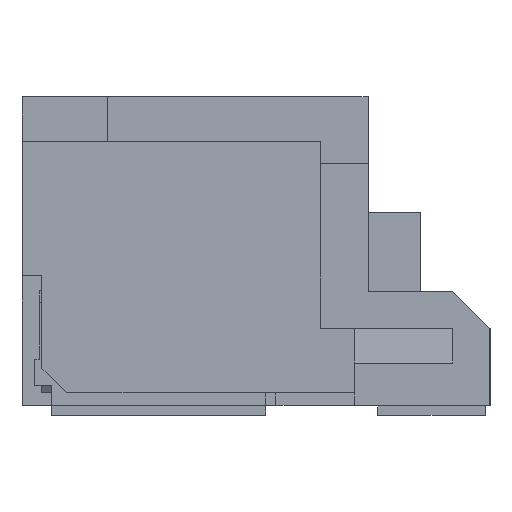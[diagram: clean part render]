
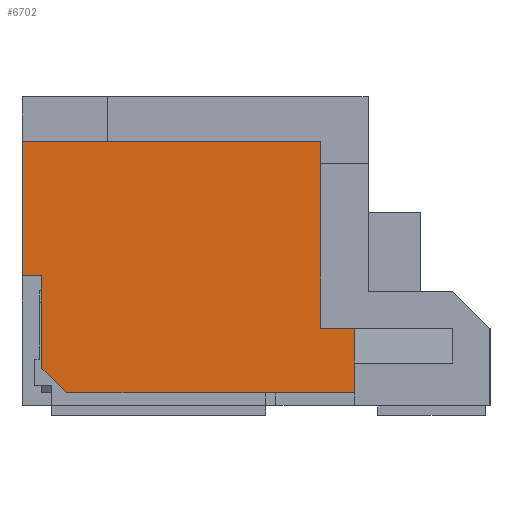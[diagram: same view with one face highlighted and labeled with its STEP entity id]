
A CAD part, left-side view. The second image highlights one B-rep face of the part: STEP entity #6702.
In plain terms, the highlighted planar face has unit normal (-1, 0, 0).
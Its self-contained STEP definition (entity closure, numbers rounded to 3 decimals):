
#261=DIRECTION('',(0.,0.,-1.));
#262=VECTOR('',#261,2.7);
#263=CARTESIAN_POINT('',(-14.,4.9,2.36));
#264=LINE('',#263,#262);
#309=DIRECTION('',(0.,-0.707,-0.707));
#310=VECTOR('',#309,0.707);
#311=CARTESIAN_POINT('',(-14.,4.5,-2.19));
#312=LINE('',#311,#310);
#313=DIRECTION('',(0.,1.,0.));
#314=VECTOR('',#313,0.4);
#315=CARTESIAN_POINT('',(-14.,4.5,-0.34));
#316=LINE('',#315,#314);
#317=DIRECTION('',(0.,-1.,0.));
#318=VECTOR('',#317,6.);
#319=CARTESIAN_POINT('',(-14.,4.9,2.36));
#320=LINE('',#319,#318);
#321=DIRECTION('',(0.,0.,-1.));
#322=VECTOR('',#321,0.7);
#323=CARTESIAN_POINT('',(-14.,-1.784,
-1.39));
#324=LINE('',#323,#322);
#329=DIRECTION('',(0.,0.,1.));
#330=VECTOR('',#329,0.6);
#331=CARTESIAN_POINT('',(-14.,-1.784,
-2.69));
#332=LINE('',#331,#330);
#341=DIRECTION('',(0.,-1.,0.));
#342=VECTOR('',#341,5.784);
#343=CARTESIAN_POINT('',(-14.,4.,-2.69));
#344=LINE('',#343,#342);
#377=DIRECTION('',(0.,0.,-1.));
#378=VECTOR('',#377,1.85);
#379=CARTESIAN_POINT('',(-14.,4.5,-0.34));
#380=LINE('',#379,#378);
#1769=DIRECTION('',(0.,1.,0.));
#1770=VECTOR('',#1769,0.684);
#1771=CARTESIAN_POINT('',(-14.,-1.784,
-1.39));
#1772=LINE('',#1771,#1770);
#1785=DIRECTION('',(0.,0.,1.));
#1786=VECTOR('',#1785,3.75);
#1787=CARTESIAN_POINT('',(-14.,-1.1,-1.39));
#1788=LINE('',#1787,#1786);
#5593=CARTESIAN_POINT('',(-14.,4.,-2.69));
#5594=VERTEX_POINT('',#5593);
#5595=CARTESIAN_POINT('',(-14.,4.5,-2.19));
#5596=VERTEX_POINT('',#5595);
#5612=CARTESIAN_POINT('',(-14.,-1.1,-1.39));
#5614=VERTEX_POINT('',#5612);
#5621=CARTESIAN_POINT('',(-14.,-1.1,2.36));
#5622=VERTEX_POINT('',#5621);
#5636=CARTESIAN_POINT('',(-14.,-1.784,
-2.09));
#5638=VERTEX_POINT('',#5636);
#5647=CARTESIAN_POINT('',(-14.,-1.784,
-2.69));
#5648=VERTEX_POINT('',#5647);
#5649=CARTESIAN_POINT('',(-14.,-1.784,
-1.39));
#5650=VERTEX_POINT('',#5649);
#5651=CARTESIAN_POINT('',(-14.,4.9,2.36));
#5652=VERTEX_POINT('',#5651);
#5653=CARTESIAN_POINT('',(-14.,4.9,-0.34));
#5654=VERTEX_POINT('',#5653);
#5655=CARTESIAN_POINT('',(-14.,4.5,-0.34));
#5656=VERTEX_POINT('',#5655);
#6677=CARTESIAN_POINT('',(-14.,4.9,-0.34));
#6678=DIRECTION('',(1.,0.,0.));
#6679=DIRECTION('',(0.,0.,1.));
#6680=AXIS2_PLACEMENT_3D('',#6677,#6678,#6679);
#6681=PLANE('',#6680);
#6683=ORIENTED_EDGE('',*,*,#6682,.F.);
#6685=ORIENTED_EDGE('',*,*,#6684,.F.);
#6687=ORIENTED_EDGE('',*,*,#6686,.F.);
#6689=ORIENTED_EDGE('',*,*,#6688,.F.);
#6690=ORIENTED_EDGE('',*,*,#6668,.T.);
#6691=ORIENTED_EDGE('',*,*,#6609,.F.);
#6693=ORIENTED_EDGE('',*,*,#6692,.T.);
#6695=ORIENTED_EDGE('',*,*,#6694,.F.);
#6697=ORIENTED_EDGE('',*,*,#6696,.F.);
#6699=ORIENTED_EDGE('',*,*,#6698,.T.);
#6700=EDGE_LOOP('',(#6683,#6685,#6687,#6689,#6690,#6691,#6693,#6695,#6697,
#6699));
#6701=FACE_OUTER_BOUND('',#6700,.F.);
#6702=ADVANCED_FACE('',(#6701),#6681,.F.);
#6609=EDGE_CURVE('',#5652,#5654,#264,.T.);
#6668=EDGE_CURVE('',#5656,#5654,#316,.T.);
#6682=EDGE_CURVE('',#5648,#5638,#332,.T.);
#6684=EDGE_CURVE('',#5594,#5648,#344,.T.);
#6686=EDGE_CURVE('',#5596,#5594,#312,.T.);
#6688=EDGE_CURVE('',#5656,#5596,#380,.T.);
#6692=EDGE_CURVE('',#5652,#5622,#320,.T.);
#6694=EDGE_CURVE('',#5614,#5622,#1788,.T.);
#6696=EDGE_CURVE('',#5650,#5614,#1772,.T.);
#6698=EDGE_CURVE('',#5650,#5638,#324,.T.);
